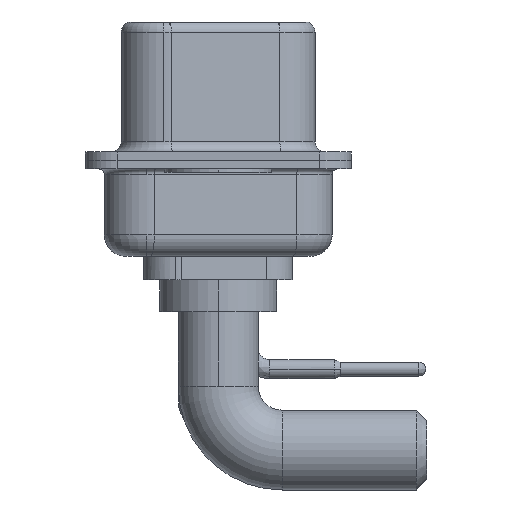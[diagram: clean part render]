
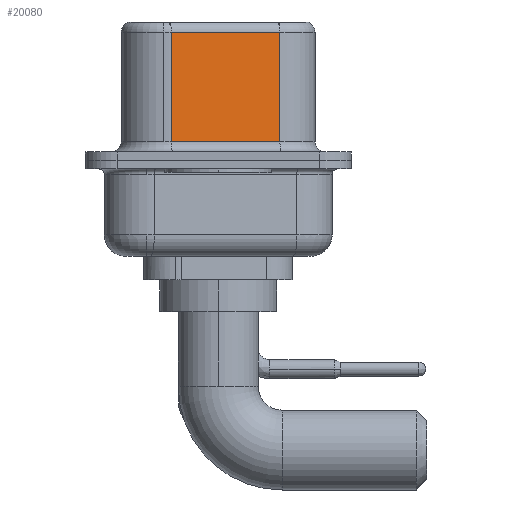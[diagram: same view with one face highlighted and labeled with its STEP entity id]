
A CAD part, left-side view. The second image highlights one B-rep face of the part: STEP entity #20080.
In plain terms, the highlighted planar face has unit normal (-0.985, -0.174, 0).
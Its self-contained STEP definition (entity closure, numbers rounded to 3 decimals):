
#1020 = LINE ( 'NONE', #18331, #23974 ) ;
#1044 = ORIENTED_EDGE ( 'NONE', *, *, #17996, .T. ) ;
#1419 = DIRECTION ( 'NONE',  ( -0.174, 0.985, 0. ) ) ;
#3303 = DIRECTION ( 'NONE',  ( 0., 0., -1. ) ) ;
#3556 = CARTESIAN_POINT ( 'NONE',  ( 3.68, 2.203, 6.52 ) ) ;
#3707 = DIRECTION ( 'NONE',  ( -0.174, 0.985, 0. ) ) ;
#4228 = DIRECTION ( 'NONE',  ( 0., 0., -1. ) ) ;
#4870 = PLANE ( 'NONE',  #23620 ) ;
#5496 = ORIENTED_EDGE ( 'NONE', *, *, #18106, .F. ) ;
#6102 = CARTESIAN_POINT ( 'NONE',  ( 4.58, -2.897, 6.02 ) ) ;
#6252 = CARTESIAN_POINT ( 'NONE',  ( 3.68, 2.203, 6.02 ) ) ;
#7045 = CARTESIAN_POINT ( 'NONE',  ( 4.58, -2.897, 0.9 ) ) ;
#7356 = EDGE_CURVE ( 'NONE', #14926, #12633, #11264, .T. ) ;
#8035 = VECTOR ( 'NONE', #3303, 1000. ) ;
#8150 = EDGE_LOOP ( 'NONE', ( #5496, #9215, #24869, #1044 ) ) ;
#8262 = EDGE_CURVE ( 'NONE', #10841, #14926, #15716, .T. ) ;
#8721 = DIRECTION ( 'NONE',  ( 0.174, -0.985, 0. ) ) ;
#9215 = ORIENTED_EDGE ( 'NONE', *, *, #8262, .T. ) ;
#10841 = VERTEX_POINT ( 'NONE', #22910 ) ;
#11021 = CARTESIAN_POINT ( 'NONE',  ( 4.58, -2.897, 6.52 ) ) ;
#11264 = LINE ( 'NONE', #3556, #8035 ) ;
#12633 = VERTEX_POINT ( 'NONE', #19650 ) ;
#12922 = FACE_OUTER_BOUND ( 'NONE', #8150, .T. ) ;
#13089 = VECTOR ( 'NONE', #4228, 1000. ) ;
#13325 = LINE ( 'NONE', #21523, #13089 ) ;
#14926 = VERTEX_POINT ( 'NONE', #6252 ) ;
#15716 = LINE ( 'NONE', #6102, #24511 ) ;
#17173 = VERTEX_POINT ( 'NONE', #7045 ) ;
#17996 = EDGE_CURVE ( 'NONE', #12633, #17173, #1020, .T. ) ;
#18106 = EDGE_CURVE ( 'NONE', #10841, #17173, #13325, .T. ) ;
#18331 = CARTESIAN_POINT ( 'NONE',  ( 4.58, -2.897, 0.9 ) ) ;
#19650 = CARTESIAN_POINT ( 'NONE',  ( 3.68, 2.203, 0.9 ) ) ;
#20080 = ADVANCED_FACE ( 'NONE', ( #12922 ), #4870, .F. ) ;
#21523 = CARTESIAN_POINT ( 'NONE',  ( 4.58, -2.897, 6.52 ) ) ;
#22889 = DIRECTION ( 'NONE',  ( 0.985, 0.174, 0. ) ) ;
#22910 = CARTESIAN_POINT ( 'NONE',  ( 4.58, -2.897, 6.02 ) ) ;
#23620 = AXIS2_PLACEMENT_3D ( 'NONE', #11021, #22889, #1419 ) ;
#23974 = VECTOR ( 'NONE', #8721, 1000. ) ;
#24511 = VECTOR ( 'NONE', #3707, 1000. ) ;
#24869 = ORIENTED_EDGE ( 'NONE', *, *, #7356, .T. ) ;
